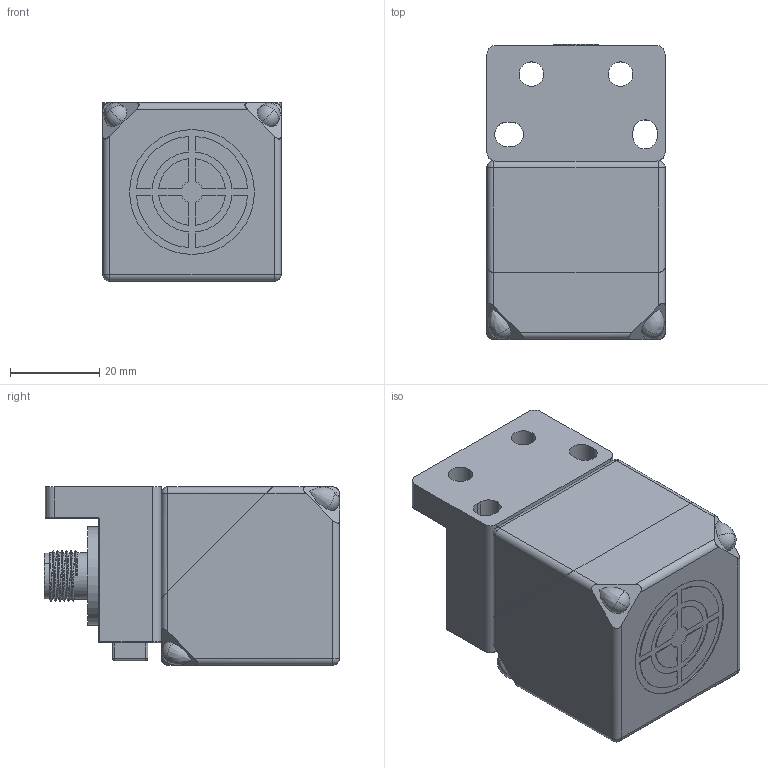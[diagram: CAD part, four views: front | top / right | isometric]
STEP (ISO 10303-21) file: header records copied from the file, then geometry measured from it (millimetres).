
FILE_DESCRIPTION (( 'STEP AP214' ), '1' );
FILE_NAME ('W40-Q12£¨P5-013-018Í¼1£©.STEP', '2024-10-11T05:26:51', ( '' ), ( '' ), 'SwSTEP 2.0', 'SolidWorks 2023', '' );
FILE_SCHEMA (( 'AUTOMOTIVE_DESIGN' ));
Length unit declared in the file: millimetre
Products named in the file (5): C40-6.stp; C40-1.stp; W40-Q12（P5-013-018图1）; C40-2.stp; W40-Q12（P5-013-018图1）.stp
Assembly tree (4 placements, depth 3):
  W40-Q12（P5-013-018图1）
    W40-Q12（P5-013-018图1）.stp
      C40-1.stp
      C40-2.stp
      C40-6.stp
Bounding box: 40 x 66.2 x 40 mm (x, y, z)
Volume: 84978.2 mm3; surface area: 22488.2 mm2
Topology: 3 solids, 4 shells, 326 faces, 831 edges, 521 vertices
Faces by surface type: cylinder 141, plane 137, sphere 22, torus 14, bspline 12
Entity records: 12163 total; most frequent: CARTESIAN_POINT 4284, DIRECTION 1652, ORIENTED_EDGE 1578, EDGE_CURVE 789, AXIS2_PLACEMENT_3D 608, VERTEX_POINT 505, LINE 436, VECTOR 436
